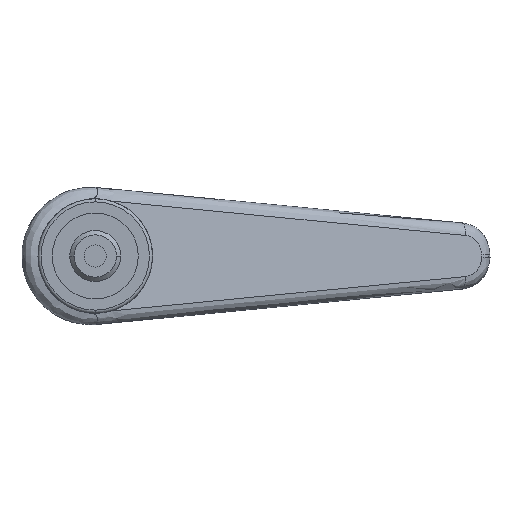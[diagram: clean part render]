
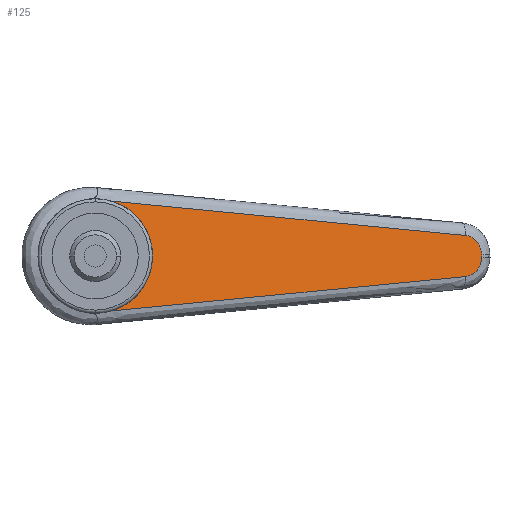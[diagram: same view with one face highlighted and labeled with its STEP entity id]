
A CAD part, front view. The second image highlights one B-rep face of the part: STEP entity #125.
In plain terms, the highlighted planar face has unit normal (0.342, -0.94, 0).
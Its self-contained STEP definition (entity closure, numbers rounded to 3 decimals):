
#125=ADVANCED_FACE('',(#283),#284,.F.);
#283=FACE_OUTER_BOUND('',#667,.T.);
#284=PLANE('',#668);
#667=EDGE_LOOP('',(#1136,#1137,#1138,#1139,#1140,#1141,#1142));
#668=AXIS2_PLACEMENT_3D('',#1143,#1144,#1145);
#1136=ORIENTED_EDGE('',*,*,#1492,.F.);
#1137=ORIENTED_EDGE('',*,*,#1512,.F.);
#1138=ORIENTED_EDGE('',*,*,#1438,.F.);
#1139=ORIENTED_EDGE('',*,*,#1506,.F.);
#1140=ORIENTED_EDGE('',*,*,#1500,.F.);
#1141=ORIENTED_EDGE('',*,*,#1447,.T.);
#1142=ORIENTED_EDGE('',*,*,#1483,.T.);
#1143=CARTESIAN_POINT('',(10.495,20.32,0.0));
#1144=DIRECTION('',(-0.342,0.94,0.0));
#1145=DIRECTION('',(0.0,0.0,1.0));
#1438=EDGE_CURVE('',#1632,#1634,#1635,.T.);
#1447=EDGE_CURVE('',#1650,#1647,#1651,.T.);
#1483=EDGE_CURVE('',#1647,#1703,#1705,.T.);
#1492=EDGE_CURVE('',#1716,#1703,#1718,.T.);
#1500=EDGE_CURVE('',#1650,#1728,#1729,.T.);
#1506=EDGE_CURVE('',#1728,#1632,#1737,.T.);
#1512=EDGE_CURVE('',#1634,#1716,#1744,.T.);
#1632=VERTEX_POINT('',#1912);
#1634=VERTEX_POINT('',#1914);
#1635=LINE('',#1915,#1916);
#1647=VERTEX_POINT('',#1987);
#1650=VERTEX_POINT('',#1991);
#1651=ELLIPSE('',#1992,9.578,9.0);
#1703=VERTEX_POINT('',#2066);
#1705=ELLIPSE('',#2085,9.578,9.0);
#1716=VERTEX_POINT('',#2222);
#1718=B_SPLINE_CURVE_WITH_KNOTS('',3,(#2224,#2225,#2226,#2227),.UNSPECIFIED.,.F.,.F.,(4,4),(-6.141,-0.207),.UNSPECIFIED.);
#1728=VERTEX_POINT('',#2253);
#1729=B_SPLINE_CURVE_WITH_KNOTS('',3,(#2254,#2255,#2256,#2257),.UNSPECIFIED.,.F.,.F.,(4,4),(0.207,6.141),.UNSPECIFIED.);
#1737=ELLIPSE('',#2277,3.015,3.);
#1744=ELLIPSE('',#2294,3.015,3.);
#1912=CARTESIAN_POINT('',(60.684,38.587,0.225));
#1914=CARTESIAN_POINT('',(60.684,38.587,-0.225));
#1915=CARTESIAN_POINT('',(60.684,38.587,0.));
#1916=VECTOR('',#2569,10.0);
#1987=CARTESIAN_POINT('',(9.0,19.776,0.));
#1991=CARTESIAN_POINT('',(2.581,17.439,8.622));
#1992=AXIS2_PLACEMENT_3D('',#2576,#2577,#2578);
#2066=CARTESIAN_POINT('',(2.581,17.439,-8.622));
#2085=AXIS2_PLACEMENT_3D('',#2641,#2642,#2643);
#2222=CARTESIAN_POINT('',(58.113,37.651,-3.228));
#2224=CARTESIAN_POINT('',(58.113,37.651,-3.228));
#2225=CARTESIAN_POINT('',(39.598,30.913,-4.977));
#2226=CARTESIAN_POINT('',(21.089,24.176,-6.794));
#2227=CARTESIAN_POINT('',(2.581,17.439,-8.622));
#2253=CARTESIAN_POINT('',(58.113,37.651,3.228));
#2254=CARTESIAN_POINT('',(2.581,17.439,8.622));
#2255=CARTESIAN_POINT('',(21.089,24.176,6.794));
#2256=CARTESIAN_POINT('',(39.598,30.913,4.977));
#2257=CARTESIAN_POINT('',(58.113,37.651,3.228));
#2277=AXIS2_PLACEMENT_3D('',#2660,#2661,#2662);
#2294=AXIS2_PLACEMENT_3D('',#2667,#2668,#2669);
#2569=DIRECTION('',(0.,0.,-1.0));
#2576=CARTESIAN_POINT('',(0.,16.5,0.0));
#2577=DIRECTION('',(-0.342,0.94,0.0));
#2578=DIRECTION('',(0.94,0.342,0.0));
#2641=CARTESIAN_POINT('',(0.,16.5,0.0));
#2642=DIRECTION('',(-0.342,0.94,0.0));
#2643=DIRECTION('',(0.94,0.342,0.0));
#2660=CARTESIAN_POINT('',(57.865,37.561,0.225));
#2661=DIRECTION('',(-0.342,0.94,0.));
#2662=DIRECTION('',(0.001,0.,1.));
#2667=CARTESIAN_POINT('',(57.865,37.561,-0.225));
#2668=DIRECTION('',(-0.342,0.94,0.));
#2669=DIRECTION('',(-0.001,0.,1.));
